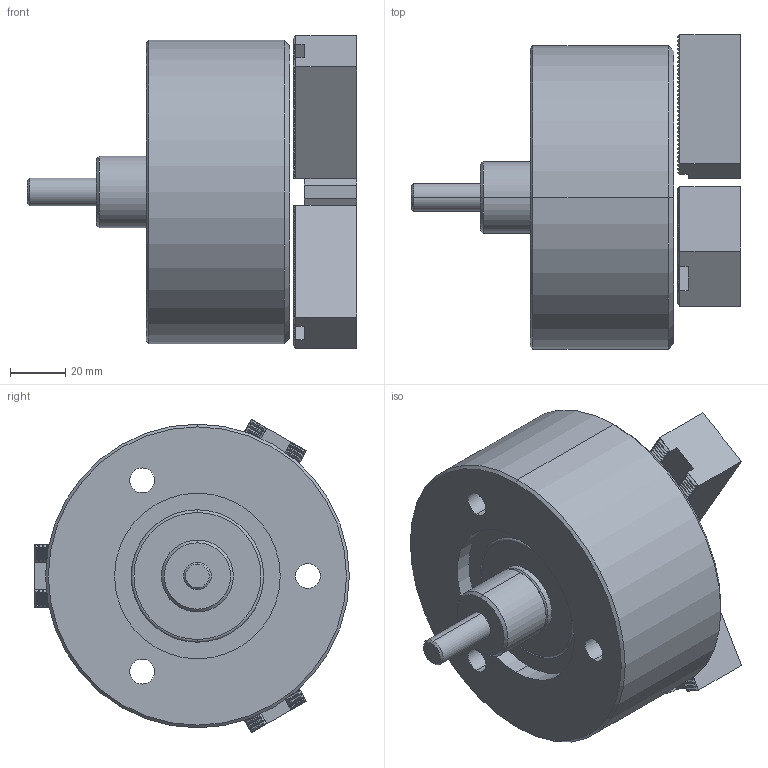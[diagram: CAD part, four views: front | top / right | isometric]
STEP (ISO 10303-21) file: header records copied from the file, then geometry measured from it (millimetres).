
FILE_DESCRIPTION (( 'STEP AP203' ), '1' );
FILE_NAME ('3P-04²Õ¦X¥ó.STEP', '2011-03-15T07:26:19', ( 'user' ), ( '' ), 'SwSTEP 2.0', 'SolidWorks 2010', '' );
FILE_SCHEMA (( 'CONFIG_CONTROL_DESIGN' ));
Length unit declared in the file: metre
Products named in the file (6): 3P-04連接管螺帽; 3P-04組合件; 3P-04本體; 3P-04中仁; 3P-04連接管螺栓; SJ-04
Assembly tree (7 placements, depth 2):
  3P-04組合件
    SJ-04  x3
    3P-04本體
    3P-04中仁
    3P-04連接管螺帽
    3P-04連接管螺栓
Bounding box: 119.2 x 113.93 x 113.56 mm (x, y, z)
Volume: 514845.2 mm3; surface area: 78228.5 mm2
Topology: 7 solids, 7 shells, 927 faces, 2694 edges, 1787 vertices
Faces by surface type: plane 669, cylinder 238, cone 16, torus 4
Entity records: 12180 total; most frequent: CARTESIAN_POINT 2460, ORIENTED_EDGE 2024, DIRECTION 1720, EDGE_CURVE 1012, VECTOR 778, LINE 778, VERTEX_POINT 667, AXIS2_PLACEMENT_3D 471
